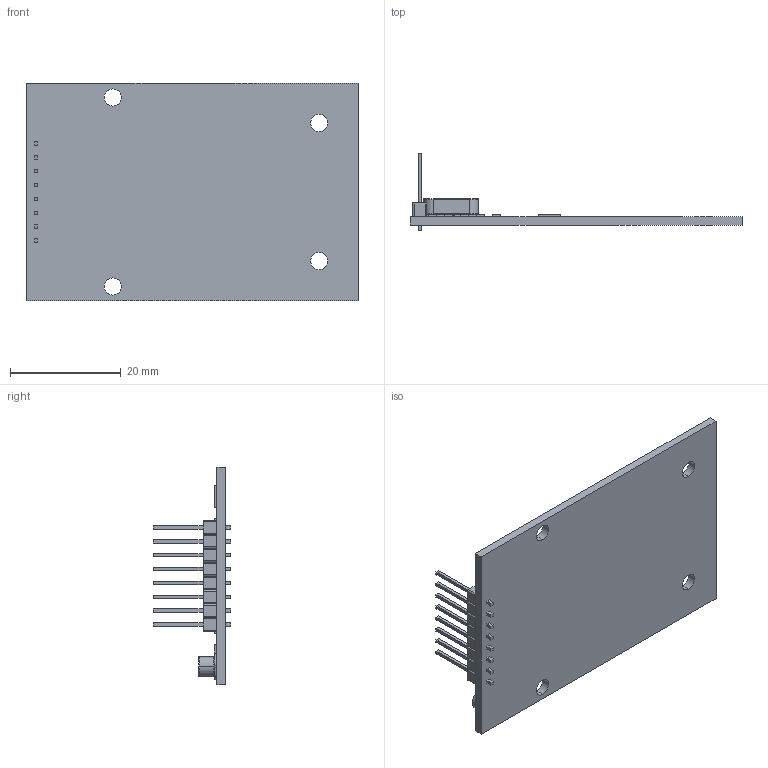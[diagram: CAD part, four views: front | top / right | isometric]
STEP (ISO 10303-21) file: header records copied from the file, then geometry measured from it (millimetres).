
FILE_DESCRIPTION (( 'STEP AP214' ), '1' );
FILE_NAME ('Part2.STEP', '2022-03-19T04:17:24', ( '' ), ( '' ), 'SwSTEP 2.0', 'SolidWorks 2020', '' );
FILE_SCHEMA (( 'AUTOMOTIVE_DESIGN' ));
Length unit declared in the file: millimetre
Products named in the file (1): Part2
Bounding box: 59.9 x 14 x 39.2 mm (x, y, z)
Volume: 3819.3 mm3; surface area: 5529.9 mm2
Topology: 1 solids, 1 shells, 376 faces, 936 edges, 616 vertices
Faces by surface type: plane 262, cylinder 102, torus 12
Entity records: 14298 total; most frequent: CARTESIAN_POINT 1929, DIRECTION 1906, ORIENTED_EDGE 1872, EDGE_CURVE 936, VECTOR 720, LINE 720, VERTEX_POINT 616, AXIS2_PLACEMENT_3D 593
